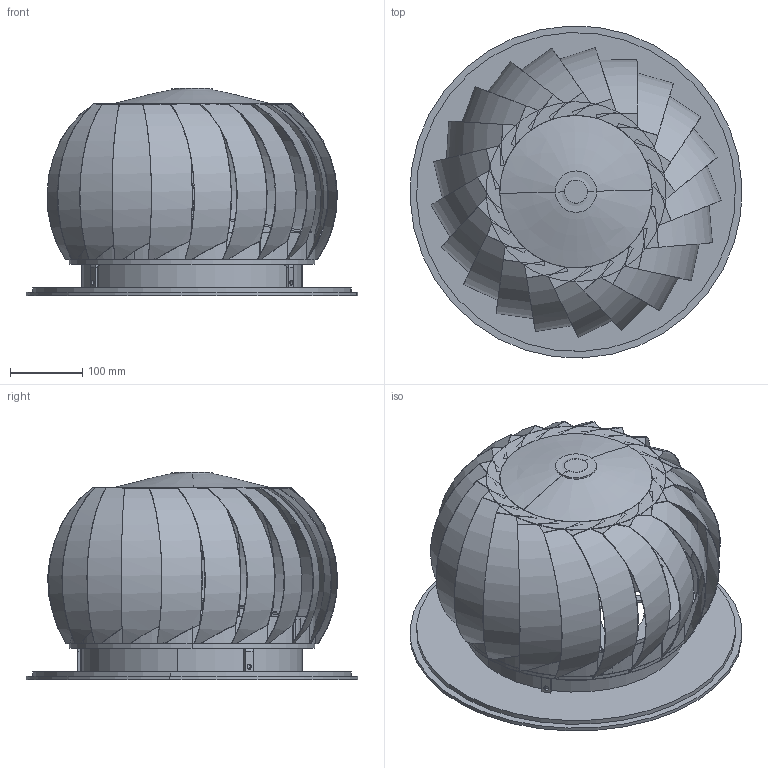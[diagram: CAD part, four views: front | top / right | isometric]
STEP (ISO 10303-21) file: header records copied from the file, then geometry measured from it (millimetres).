
FILE_DESCRIPTION (( 'STEP AP214' ), '1' );
FILE_NAME ('Whirly bird-assembled.STEP', '2025-01-31T17:53:13', ( '' ), ( '' ), 'SwSTEP 2.0', 'SolidWorks 2024', '' );
FILE_SCHEMA (( 'AUTOMOTIVE_DESIGN' ));
Length unit declared in the file: inch
Products named in the file (8): Whirly brid head; Whirly bird-assembled; top circle; lower part; center; blade; middle part; bottom frame
Assembly tree (27 placements, depth 3):
  Whirly bird-assembled
    Whirly brid head
      bottom frame
      top circle
      blade  x21
      center
    middle part
    lower part
Bounding box: 459.22 x 459.22 x 287.46 mm (x, y, z)
Volume: 2285234.8 mm3; surface area: 1610942.7 mm2
Topology: 34 solids, 34 shells, 545 faces, 1317 edges, 847 vertices
Faces by surface type: plane 303, cylinder 238, bspline 4
Entity records: 8338 total; most frequent: CARTESIAN_POINT 1498, DIRECTION 1473, ORIENTED_EDGE 1234, EDGE_CURVE 617, AXIS2_PLACEMENT_3D 574, VERTEX_POINT 387, LINE 325, VECTOR 325
